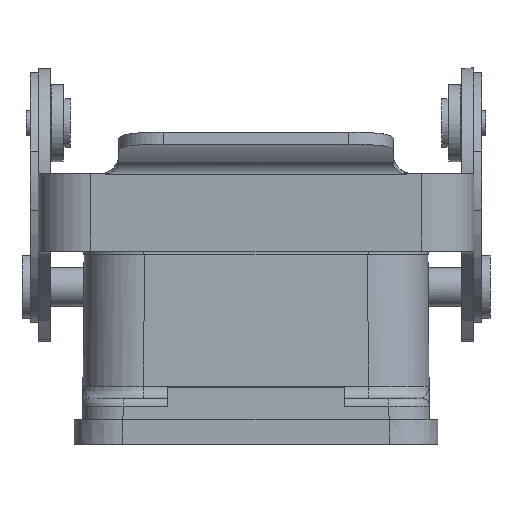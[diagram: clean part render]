
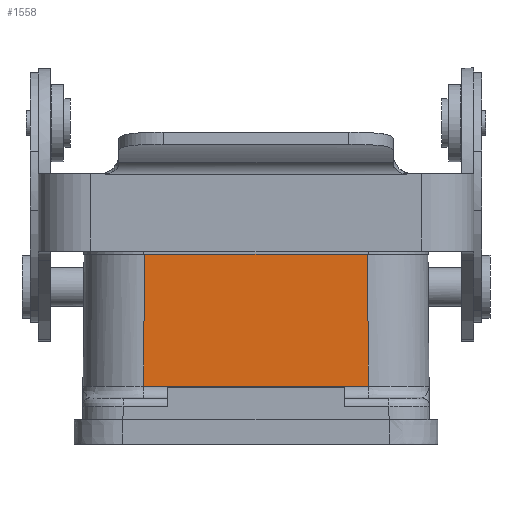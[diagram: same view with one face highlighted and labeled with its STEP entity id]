
A CAD part, front view. The second image highlights one B-rep face of the part: STEP entity #1558.
In plain terms, the highlighted planar face has unit normal (0, -1, 0.009).
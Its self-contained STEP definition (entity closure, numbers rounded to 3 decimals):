
#1558=ADVANCED_FACE('',(#2383),#2134,.T.);
#2134=PLANE('',#10446);
#2383=FACE_OUTER_BOUND('',#2879,.T.);
#2879=EDGE_LOOP('',(#3785,#3786,#3787,#3788));
#3785=ORIENTED_EDGE('',*,*,#7623,.T.);
#3786=ORIENTED_EDGE('',*,*,#7624,.T.);
#3787=ORIENTED_EDGE('',*,*,#7625,.F.);
#3788=ORIENTED_EDGE('',*,*,#7626,.T.);
#6593=VERTEX_POINT('',#14606);
#6594=VERTEX_POINT('',#14607);
#6595=VERTEX_POINT('',#14609);
#6596=VERTEX_POINT('',#14611);
#7623=EDGE_CURVE('',#6593,#6594,#9033,.T.);
#7624=EDGE_CURVE('',#6594,#6595,#9034,.T.);
#7625=EDGE_CURVE('',#6596,#6595,#9035,.T.);
#7626=EDGE_CURVE('',#6596,#6593,#9036,.T.);
#9033=LINE('',#14605,#9714);
#9034=LINE('',#14608,#9715);
#9035=LINE('',#14610,#9716);
#9036=LINE('',#14612,#9717);
#9714=VECTOR('',#11679,1.);
#9715=VECTOR('',#11680,1.);
#9716=VECTOR('',#11681,1.);
#9717=VECTOR('',#11682,1.);
#10446=AXIS2_PLACEMENT_3D('',#14613,#11683,#11684);
#11679=DIRECTION('',(1.,0.,0.));
#11680=DIRECTION('',(-0.009,0.009,1.));
#11681=DIRECTION('',(1.,0.,0.));
#11682=DIRECTION('',(-0.009,-0.009,-1.));
#11683=DIRECTION('',(0.,-1.,0.009));
#11684=DIRECTION('',(0.,0.009,1.));
#14605=CARTESIAN_POINT('',(-16.231,-46.736,5.687));
#14606=CARTESIAN_POINT('',(-13.95,-46.736,5.687));
#14607=CARTESIAN_POINT('',(13.95,-46.736,5.687));
#14608=CARTESIAN_POINT('',(13.961,-46.747,4.463));
#14609=CARTESIAN_POINT('',(13.808,-46.593,22.));
#14610=CARTESIAN_POINT('',(-16.231,-46.593,22.));
#14611=CARTESIAN_POINT('',(-13.808,-46.593,22.));
#14612=CARTESIAN_POINT('',(-13.963,-46.749,4.18));
#14613=CARTESIAN_POINT('',(-16.231,-46.749,4.2));
